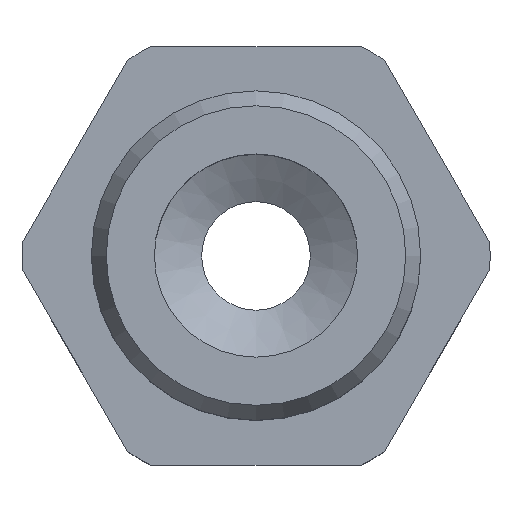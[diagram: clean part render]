
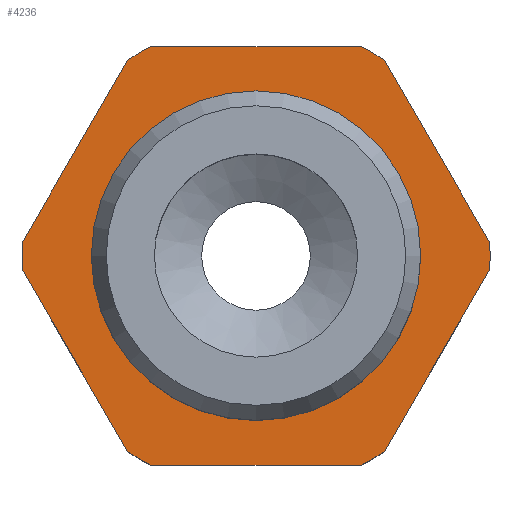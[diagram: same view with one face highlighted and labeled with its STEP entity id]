
A CAD part, top view. The second image highlights one B-rep face of the part: STEP entity #4236.
In plain terms, the highlighted planar face has unit normal (0, 0, 1).
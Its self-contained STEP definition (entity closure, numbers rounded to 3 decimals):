
#43=CIRCLE('',#4368,11.75);
#44=CIRCLE('',#4369,11.75);
#45=CIRCLE('',#4370,11.75);
#46=CIRCLE('',#4371,11.75);
#47=CIRCLE('',#4372,11.75);
#48=CIRCLE('',#4373,11.75);
#49=CIRCLE('',#4374,8.269);
#72=FACE_BOUND('',#609,.T.);
#161=PLANE('',#4367);
#372=FACE_OUTER_BOUND('',#608,.T.);
#608=EDGE_LOOP('',(#3830,#3831,#3832,#3833,#3834,#3835,#3836,#3837,#3838,
#3839,#3840,#3841));
#609=EDGE_LOOP('',(#3842));
#966=LINE('',#8279,#1330);
#969=LINE('',#8285,#1333);
#972=LINE('',#8291,#1336);
#975=LINE('',#8297,#1339);
#978=LINE('',#8303,#1342);
#981=LINE('',#8309,#1345);
#1330=VECTOR('',#4933,10.);
#1333=VECTOR('',#4938,10.);
#1336=VECTOR('',#4943,10.);
#1339=VECTOR('',#4948,10.);
#1342=VECTOR('',#4953,10.);
#1345=VECTOR('',#4958,10.);
#1990=VERTEX_POINT('',#8277);
#1991=VERTEX_POINT('',#8278);
#1992=VERTEX_POINT('',#8283);
#1993=VERTEX_POINT('',#8284);
#1994=VERTEX_POINT('',#8289);
#1995=VERTEX_POINT('',#8290);
#1996=VERTEX_POINT('',#8295);
#1997=VERTEX_POINT('',#8296);
#1998=VERTEX_POINT('',#8301);
#1999=VERTEX_POINT('',#8302);
#2000=VERTEX_POINT('',#8307);
#2001=VERTEX_POINT('',#8308);
#2002=VERTEX_POINT('',#8319);
#2602=EDGE_CURVE('',#1990,#1991,#966,.T.);
#2605=EDGE_CURVE('',#1992,#1993,#969,.T.);
#2608=EDGE_CURVE('',#1994,#1995,#972,.T.);
#2611=EDGE_CURVE('',#1996,#1997,#975,.T.);
#2614=EDGE_CURVE('',#1998,#1999,#978,.T.);
#2617=EDGE_CURVE('',#2000,#2001,#981,.T.);
#2620=EDGE_CURVE('',#1991,#1998,#43,.T.);
#2621=EDGE_CURVE('',#1999,#1996,#44,.T.);
#2622=EDGE_CURVE('',#1997,#1994,#45,.T.);
#2623=EDGE_CURVE('',#1995,#2000,#46,.T.);
#2624=EDGE_CURVE('',#2001,#1992,#47,.T.);
#2625=EDGE_CURVE('',#1993,#1990,#48,.T.);
#2626=EDGE_CURVE('',#2002,#2002,#49,.T.);
#3830=ORIENTED_EDGE('',*,*,#2602,.T.);
#3831=ORIENTED_EDGE('',*,*,#2620,.T.);
#3832=ORIENTED_EDGE('',*,*,#2614,.T.);
#3833=ORIENTED_EDGE('',*,*,#2621,.T.);
#3834=ORIENTED_EDGE('',*,*,#2611,.T.);
#3835=ORIENTED_EDGE('',*,*,#2622,.T.);
#3836=ORIENTED_EDGE('',*,*,#2608,.T.);
#3837=ORIENTED_EDGE('',*,*,#2623,.T.);
#3838=ORIENTED_EDGE('',*,*,#2617,.T.);
#3839=ORIENTED_EDGE('',*,*,#2624,.T.);
#3840=ORIENTED_EDGE('',*,*,#2605,.T.);
#3841=ORIENTED_EDGE('',*,*,#2625,.T.);
#3842=ORIENTED_EDGE('',*,*,#2626,.F.);
#4236=ADVANCED_FACE('',(#372,#72),#161,.T.);
#4367=AXIS2_PLACEMENT_3D('',#8312,#4961,#4962);
#4368=AXIS2_PLACEMENT_3D('',#8313,#4963,#4964);
#4369=AXIS2_PLACEMENT_3D('',#8314,#4965,#4966);
#4370=AXIS2_PLACEMENT_3D('',#8315,#4967,#4968);
#4371=AXIS2_PLACEMENT_3D('',#8316,#4969,#4970);
#4372=AXIS2_PLACEMENT_3D('',#8317,#4971,#4972);
#4373=AXIS2_PLACEMENT_3D('',#8318,#4973,#4974);
#4374=AXIS2_PLACEMENT_3D('',#8320,#4975,#4976);
#4933=DIRECTION('',(0.5,0.866,0.));
#4938=DIRECTION('',(1.,0.,0.));
#4943=DIRECTION('',(-0.5,-0.866,0.));
#4948=DIRECTION('',(-1.,0.,0.));
#4953=DIRECTION('',(-0.5,0.866,0.));
#4958=DIRECTION('',(0.5,-0.866,0.));
#4961=DIRECTION('center_axis',(0.,0.,1.));
#4962=DIRECTION('ref_axis',(1.,0.,0.));
#4963=DIRECTION('center_axis',(0.,0.,1.));
#4964=DIRECTION('ref_axis',(1.,0.,0.));
#4965=DIRECTION('center_axis',(0.,0.,1.));
#4966=DIRECTION('ref_axis',(1.,0.,0.));
#4967=DIRECTION('center_axis',(0.,0.,1.));
#4968=DIRECTION('ref_axis',(1.,0.,0.));
#4969=DIRECTION('center_axis',(0.,0.,1.));
#4970=DIRECTION('ref_axis',(1.,0.,0.));
#4971=DIRECTION('center_axis',(0.,0.,1.));
#4972=DIRECTION('ref_axis',(1.,0.,0.));
#4973=DIRECTION('center_axis',(0.,0.,1.));
#4974=DIRECTION('ref_axis',(1.,0.,0.));
#4975=DIRECTION('center_axis',(0.,0.,1.));
#4976=DIRECTION('ref_axis',(1.,0.,0.));
#8277=CARTESIAN_POINT('',(6.456,-9.817,0.));
#8278=CARTESIAN_POINT('',(11.73,-0.683,0.));
#8279=CARTESIAN_POINT('',(8.622,-6.067,0.));
#8283=CARTESIAN_POINT('',(-5.274,-10.5,0.));
#8284=CARTESIAN_POINT('',(5.274,-10.5,0.));
#8285=CARTESIAN_POINT('',(2.637,-10.5,0.));
#8289=CARTESIAN_POINT('',(-6.456,9.817,0.));
#8290=CARTESIAN_POINT('',(-11.73,0.683,0.));
#8291=CARTESIAN_POINT('',(-12.202,-0.134,0.));
#8295=CARTESIAN_POINT('',(5.274,10.5,0.));
#8296=CARTESIAN_POINT('',(-5.274,10.5,0.));
#8297=CARTESIAN_POINT('',(-2.637,10.5,0.));
#8301=CARTESIAN_POINT('',(11.73,0.683,0.));
#8302=CARTESIAN_POINT('',(6.456,9.817,0.));
#8303=CARTESIAN_POINT('',(9.565,4.433,0.));
#8307=CARTESIAN_POINT('',(-11.73,-0.683,0.));
#8308=CARTESIAN_POINT('',(-6.456,-9.817,0.));
#8309=CARTESIAN_POINT('',(-5.985,-10.634,0.));
#8312=CARTESIAN_POINT('Origin',(0.,-8.269,0.));
#8313=CARTESIAN_POINT('Origin',(0.,0.,0.));
#8314=CARTESIAN_POINT('Origin',(0.,0.,0.));
#8315=CARTESIAN_POINT('Origin',(0.,0.,0.));
#8316=CARTESIAN_POINT('Origin',(0.,0.,0.));
#8317=CARTESIAN_POINT('Origin',(0.,0.,0.));
#8318=CARTESIAN_POINT('Origin',(0.,0.,0.));
#8319=CARTESIAN_POINT('',(0.,8.269,0.));
#8320=CARTESIAN_POINT('Origin',(0.,0.,0.));
